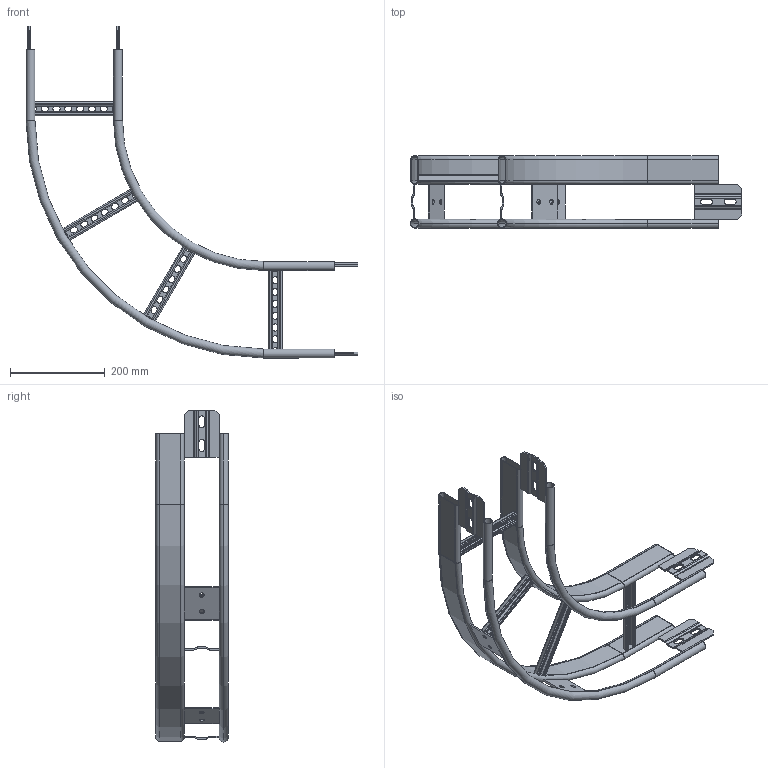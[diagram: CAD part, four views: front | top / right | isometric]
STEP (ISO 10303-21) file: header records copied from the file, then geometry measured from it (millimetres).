
FILE_DESCRIPTION (( 'STEP AP203' ), '1' );
FILE_NAME ('10-02-1634.STEP', '2013-05-02T09:52:31', ( 'asennus' ), ( '' ), 'SwSTEP 2.0', 'SolidWorks 2013', '' );
FILE_SCHEMA (( 'CONFIG_CONTROL_DESIGN' ));
Length unit declared in the file: millimetre
Products named in the file (1): 10-02-1634
Bounding box: 702 x 153 x 702 mm (x, y, z)
Volume: 526134.8 mm3; surface area: 890205.9 mm2
Topology: 15 solids, 15 shells, 646 faces, 1480 edges, 864 vertices
Faces by surface type: plane 410, cylinder 220, torus 16
Entity records: 17985 total; most frequent: DIRECTION 3222, CARTESIAN_POINT 2991, ORIENTED_EDGE 2960, EDGE_CURVE 1480, AXIS2_PLACEMENT_3D 1095, LINE 1032, VECTOR 1032, VERTEX_POINT 864
